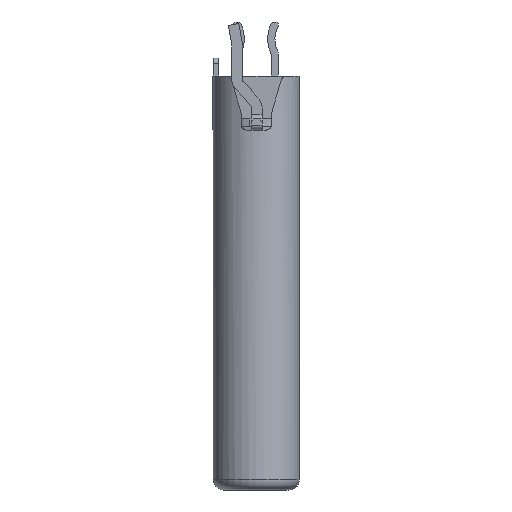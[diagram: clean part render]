
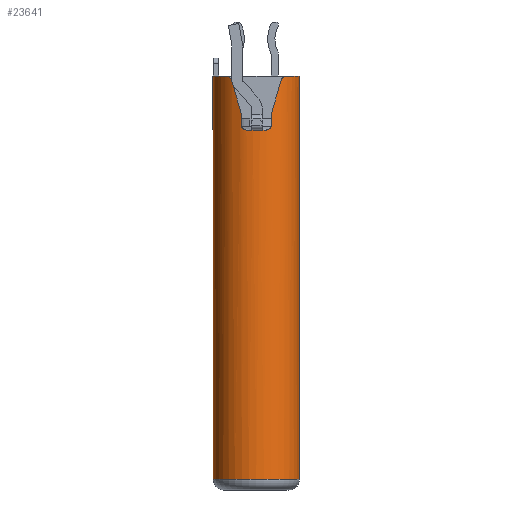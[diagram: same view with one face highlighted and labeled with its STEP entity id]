
A CAD part, left-side view. The second image highlights one B-rep face of the part: STEP entity #23641.
In plain terms, the highlighted cylindrical face has radius 1.2 mm (diameter 2.4 mm), a partial arc.
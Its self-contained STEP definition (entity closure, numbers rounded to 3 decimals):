
#8004=CARTESIAN_POINT('',(-2.925,0.02,-8.776));
#8005=DIRECTION('',(0.,0.,1.));
#8006=DIRECTION('',(0.,1.,0.));
#8007=AXIS2_PLACEMENT_3D('',#8004,#8005,#8006);
#8488=CARTESIAN_POINT('',(-3.909,-0.667,
2.295));
#8489=CARTESIAN_POINT('',(-3.907,-0.67,
2.306));
#8490=CARTESIAN_POINT('',(-3.901,-0.679,
2.327));
#8491=CARTESIAN_POINT('',(-3.886,-0.698,
2.357));
#8492=CARTESIAN_POINT('',(-3.867,-0.724,
2.384));
#8493=CARTESIAN_POINT('',(-3.84,-0.757,
2.405));
#8494=CARTESIAN_POINT('',(-3.806,-0.796,
2.42));
#8495=CARTESIAN_POINT('',(-3.778,-0.825,2.424));
#8496=CARTESIAN_POINT('',(-3.762,-0.84,2.424));
#8498=DIRECTION('',(0.,0.,-1.));
#8499=VECTOR('',#8498,11.2);
#8500=CARTESIAN_POINT('',(-2.925,-1.18,2.424));
#8501=LINE('',#8500,#8499);
#8502=DIRECTION('',(0.,0.,1.));
#8503=VECTOR('',#8502,11.2);
#8504=CARTESIAN_POINT('',(-2.925,1.22,-8.776));
#8505=LINE('',#8504,#8503);
#8506=CARTESIAN_POINT('',(-4.043,0.457,
1.445));
#8507=CARTESIAN_POINT('',(-4.044,0.454,
1.436));
#8508=CARTESIAN_POINT('',(-4.045,0.45,
1.418));
#8509=CARTESIAN_POINT('',(-4.047,0.446,
1.389));
#8510=CARTESIAN_POINT('',(-4.047,0.445,
1.37));
#8511=CARTESIAN_POINT('',(-4.047,0.445,
1.361));
#8513=CARTESIAN_POINT('',(-4.047,0.445,
1.074));
#8514=CARTESIAN_POINT('',(-4.047,0.445,
1.063));
#8515=CARTESIAN_POINT('',(-4.048,0.443,
1.041));
#8516=CARTESIAN_POINT('',(-4.052,0.432,
1.01));
#8517=CARTESIAN_POINT('',(-4.058,0.415,
0.981));
#8518=CARTESIAN_POINT('',(-4.066,0.391,
0.957));
#8519=CARTESIAN_POINT('',(-4.075,0.362,
0.938));
#8520=CARTESIAN_POINT('',(-4.085,0.329,
0.926));
#8521=CARTESIAN_POINT('',(-4.09,0.307,
0.924));
#8522=CARTESIAN_POINT('',(-4.093,0.295,0.924));
#8524=CARTESIAN_POINT('',(-4.093,-0.255,
0.924));
#8525=CARTESIAN_POINT('',(-4.09,-0.267,
0.924));
#8526=CARTESIAN_POINT('',(-4.085,-0.289,
0.926));
#8527=CARTESIAN_POINT('',(-4.075,-0.322,
0.938));
#8528=CARTESIAN_POINT('',(-4.066,-0.351,
0.957));
#8529=CARTESIAN_POINT('',(-4.058,-0.375,
0.981));
#8530=CARTESIAN_POINT('',(-4.052,-0.392,
1.01));
#8531=CARTESIAN_POINT('',(-4.048,-0.403,
1.041));
#8532=CARTESIAN_POINT('',(-4.047,-0.405,
1.063));
#8533=CARTESIAN_POINT('',(-4.047,-0.405,
1.074));
#8535=DIRECTION('',(0.,0.,1.));
#8536=VECTOR('',#8535,0.287);
#8537=CARTESIAN_POINT('',(-4.047,-0.405,
1.074));
#8538=LINE('',#8537,#8536);
#8539=CARTESIAN_POINT('',(-4.047,-0.405,
1.361));
#8540=CARTESIAN_POINT('',(-4.047,-0.405,
1.37));
#8541=CARTESIAN_POINT('',(-4.047,-0.406,
1.389));
#8542=CARTESIAN_POINT('',(-4.045,-0.41,
1.418));
#8543=CARTESIAN_POINT('',(-4.044,-0.414,
1.436));
#8544=CARTESIAN_POINT('',(-4.043,-0.417,
1.445));
#8554=CARTESIAN_POINT('',(-3.909,-0.667,
2.295));
#8555=CARTESIAN_POINT('',(-3.927,-0.642,
2.208));
#8556=CARTESIAN_POINT('',(-3.96,-0.589,
2.03));
#8557=CARTESIAN_POINT('',(-4.005,-0.506,
1.747));
#8558=CARTESIAN_POINT('',(-4.031,-0.447,
1.548));
#8559=CARTESIAN_POINT('',(-4.043,-0.417,
1.445));
#8931=CARTESIAN_POINT('',(-2.925,0.02,0.924));
#8932=DIRECTION('',(0.,0.,-1.));
#8933=DIRECTION('',(-0.973,-0.229,0.));
#8934=AXIS2_PLACEMENT_3D('',#8931,#8932,#8933);
#8952=DIRECTION('',(0.,0.,1.));
#8953=VECTOR('',#8952,0.287);
#8954=CARTESIAN_POINT('',(-4.047,0.445,
1.074));
#8955=LINE('',#8954,#8953);
#8960=CARTESIAN_POINT('',(-4.043,0.457,
1.445));
#8961=CARTESIAN_POINT('',(-4.031,0.487,
1.548));
#8962=CARTESIAN_POINT('',(-4.005,0.546,
1.747));
#8963=CARTESIAN_POINT('',(-3.96,0.629,
2.03));
#8964=CARTESIAN_POINT('',(-3.927,0.682,
2.208));
#8965=CARTESIAN_POINT('',(-3.909,0.707,
2.295));
#8971=CARTESIAN_POINT('',(-3.909,0.707,
2.295));
#8972=CARTESIAN_POINT('',(-3.907,0.71,
2.305));
#8973=CARTESIAN_POINT('',(-3.901,0.719,
2.327));
#8974=CARTESIAN_POINT('',(-3.886,0.738,
2.357));
#8975=CARTESIAN_POINT('',(-3.867,0.764,
2.384));
#8976=CARTESIAN_POINT('',(-3.84,0.797,
2.405));
#8977=CARTESIAN_POINT('',(-3.806,0.836,
2.42));
#8978=CARTESIAN_POINT('',(-3.778,0.865,2.424));
#8979=CARTESIAN_POINT('',(-3.762,0.88,2.424));
#9053=CARTESIAN_POINT('',(-2.925,0.02,2.424));
#9054=DIRECTION('',(0.,0.,-1.));
#9055=DIRECTION('',(-0.698,0.716,0.));
#9056=AXIS2_PLACEMENT_3D('',#9053,#9054,#9055);
#9124=CARTESIAN_POINT('',(-2.925,0.02,2.424));
#9125=DIRECTION('',(0.,0.,-1.));
#9126=DIRECTION('',(0.,-1.,0.));
#9127=AXIS2_PLACEMENT_3D('',#9124,#9125,#9126);
#10669=CARTESIAN_POINT('',(-2.925,1.22,2.424));
#10670=VERTEX_POINT('',#10669);
#10671=CARTESIAN_POINT('',(-2.925,1.22,-8.776));
#10672=VERTEX_POINT('',#10671);
#10787=CARTESIAN_POINT('',(-3.762,0.88,2.424));
#10789=VERTEX_POINT('',#10787);
#10792=CARTESIAN_POINT('',(-3.909,0.707,
2.295));
#10793=VERTEX_POINT('',#10792);
#10807=VERTEX_POINT('',#8488);
#10808=VERTEX_POINT('',#8496);
#10809=CARTESIAN_POINT('',(-2.925,-1.18,2.424));
#10810=VERTEX_POINT('',#10809);
#10811=CARTESIAN_POINT('',(-2.925,-1.18,-8.776));
#10812=VERTEX_POINT('',#10811);
#10813=VERTEX_POINT('',#8960);
#10814=VERTEX_POINT('',#8511);
#10815=CARTESIAN_POINT('',(-4.047,0.445,
1.074));
#10816=VERTEX_POINT('',#10815);
#10817=VERTEX_POINT('',#8522);
#10818=CARTESIAN_POINT('',(-4.093,-0.255,
0.924));
#10819=VERTEX_POINT('',#10818);
#10820=VERTEX_POINT('',#8533);
#10821=CARTESIAN_POINT('',(-4.047,-0.405,
1.361));
#10822=VERTEX_POINT('',#10821);
#10823=VERTEX_POINT('',#8544);
#23605=CARTESIAN_POINT('',(-2.925,0.02,-24.068));
#23606=DIRECTION('',(0.,0.,1.));
#23607=DIRECTION('',(0.,1.,0.));
#23608=AXIS2_PLACEMENT_3D('',#23605,#23606,#23607);
#23609=CYLINDRICAL_SURFACE('',#23608,1.2);
#23611=ORIENTED_EDGE('',*,*,#23610,.T.);
#23613=ORIENTED_EDGE('',*,*,#23612,.F.);
#23614=ORIENTED_EDGE('',*,*,#23227,.T.);
#23615=ORIENTED_EDGE('',*,*,#23043,.F.);
#23616=ORIENTED_EDGE('',*,*,#15418,.T.);
#23618=ORIENTED_EDGE('',*,*,#23617,.F.);
#23620=ORIENTED_EDGE('',*,*,#23619,.F.);
#23622=ORIENTED_EDGE('',*,*,#23621,.F.);
#23624=ORIENTED_EDGE('',*,*,#23623,.T.);
#23626=ORIENTED_EDGE('',*,*,#23625,.F.);
#23628=ORIENTED_EDGE('',*,*,#23627,.T.);
#23630=ORIENTED_EDGE('',*,*,#23629,.F.);
#23632=ORIENTED_EDGE('',*,*,#23631,.T.);
#23634=ORIENTED_EDGE('',*,*,#23633,.T.);
#23636=ORIENTED_EDGE('',*,*,#23635,.T.);
#23638=ORIENTED_EDGE('',*,*,#23637,.F.);
#23639=EDGE_LOOP('',(#23611,#23613,#23614,#23615,#23616,#23618,#23620,#23622,
#23624,#23626,#23628,#23630,#23632,#23634,#23636,#23638));
#23640=FACE_OUTER_BOUND('',#23639,.F.);
#8008=CIRCLE('',#8007,1.2);
#8497=B_SPLINE_CURVE_WITH_KNOTS('',3,(#8488,#8489,#8490,#8491,#8492,#8493,#8494,
#8495,#8496),.UNSPECIFIED.,.F.,.F.,(4,1,1,1,1,1,4),(0.,0.167,
0.333,0.5,0.667,0.833,1.),
.UNSPECIFIED.);
#8512=B_SPLINE_CURVE_WITH_KNOTS('',3,(#8506,#8507,#8508,#8509,#8510,#8511),
.UNSPECIFIED.,.F.,.F.,(4,1,1,4),(0.,0.333,0.667,1.),
.UNSPECIFIED.);
#8523=B_SPLINE_CURVE_WITH_KNOTS('',3,(#8513,#8514,#8515,#8516,#8517,#8518,#8519,
#8520,#8521,#8522),.UNSPECIFIED.,.F.,.F.,(4,1,1,1,1,1,1,4),(0.,
0.143,0.286,0.429,0.571,
0.714,0.857,1.),.UNSPECIFIED.);
#8534=B_SPLINE_CURVE_WITH_KNOTS('',3,(#8524,#8525,#8526,#8527,#8528,#8529,#8530,
#8531,#8532,#8533),.UNSPECIFIED.,.F.,.F.,(4,1,1,1,1,1,1,4),(0.,
0.143,0.286,0.429,0.571,
0.714,0.857,1.),.UNSPECIFIED.);
#8545=B_SPLINE_CURVE_WITH_KNOTS('',3,(#8539,#8540,#8541,#8542,#8543,#8544),
.UNSPECIFIED.,.F.,.F.,(4,1,1,4),(0.,0.333,0.667,1.),
.UNSPECIFIED.);
#8560=B_SPLINE_CURVE_WITH_KNOTS('',3,(#8554,#8555,#8556,#8557,#8558,#8559),
.UNSPECIFIED.,.F.,.F.,(4,1,1,4),(0.,0.333,0.667,1.),
.UNSPECIFIED.);
#8935=CIRCLE('',#8934,1.2);
#8966=B_SPLINE_CURVE_WITH_KNOTS('',3,(#8960,#8961,#8962,#8963,#8964,#8965),
.UNSPECIFIED.,.F.,.F.,(4,1,1,4),(0.,0.333,0.667,1.),
.UNSPECIFIED.);
#8980=B_SPLINE_CURVE_WITH_KNOTS('',3,(#8971,#8972,#8973,#8974,#8975,#8976,#8977,
#8978,#8979),.UNSPECIFIED.,.F.,.F.,(4,1,1,1,1,1,4),(0.,0.167,
0.333,0.5,0.667,0.833,1.),
.UNSPECIFIED.);
#9057=CIRCLE('',#9056,1.2);
#9128=CIRCLE('',#9127,1.2);
#15418=EDGE_CURVE('',#10672,#10670,#8505,.T.);
#23043=EDGE_CURVE('',#10672,#10812,#8008,.T.);
#23227=EDGE_CURVE('',#10810,#10812,#8501,.T.);
#23610=EDGE_CURVE('',#10807,#10808,#8497,.T.);
#23612=EDGE_CURVE('',#10810,#10808,#9128,.T.);
#23617=EDGE_CURVE('',#10789,#10670,#9057,.T.);
#23619=EDGE_CURVE('',#10793,#10789,#8980,.T.);
#23621=EDGE_CURVE('',#10813,#10793,#8966,.T.);
#23623=EDGE_CURVE('',#10813,#10814,#8512,.T.);
#23625=EDGE_CURVE('',#10816,#10814,#8955,.T.);
#23627=EDGE_CURVE('',#10816,#10817,#8523,.T.);
#23629=EDGE_CURVE('',#10819,#10817,#8935,.T.);
#23631=EDGE_CURVE('',#10819,#10820,#8534,.T.);
#23633=EDGE_CURVE('',#10820,#10822,#8538,.T.);
#23635=EDGE_CURVE('',#10822,#10823,#8545,.T.);
#23637=EDGE_CURVE('',#10807,#10823,#8560,.T.);
#23641=ADVANCED_FACE('',(#23640),#23609,.T.);
